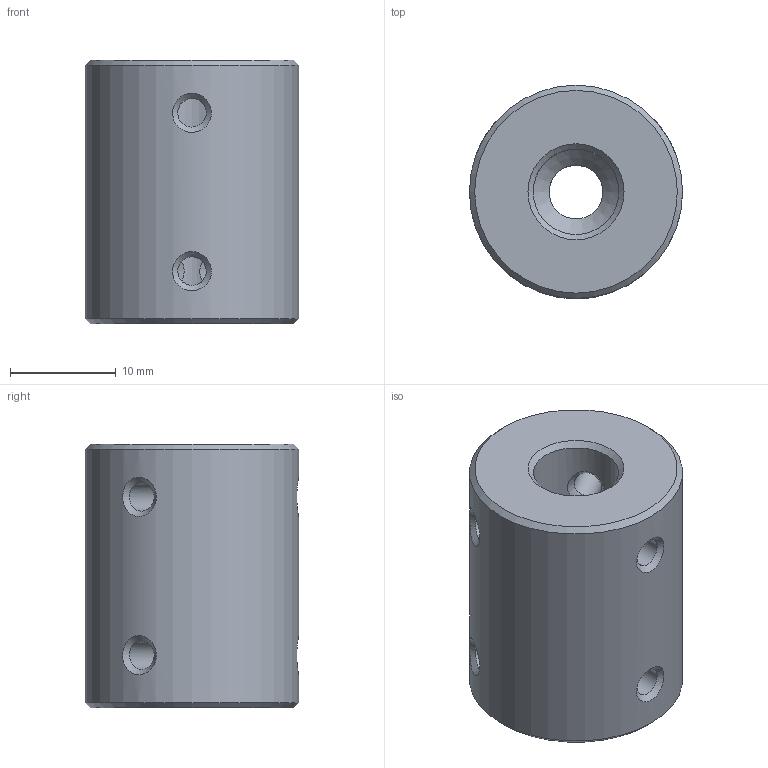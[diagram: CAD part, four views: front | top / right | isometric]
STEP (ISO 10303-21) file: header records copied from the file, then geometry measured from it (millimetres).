
FILE_DESCRIPTION(/* description */ (''),/* implementation_level */ '2;1');
FILE_NAME(/* name */ '343268c1-9bc6-4abf-9deb-46831b75f4cc.stp',/* time_stamp */ '2020-02-25T00:16:59+00:00',/* author */ (''),/* organization */ (''),/* preprocessor_version */ 'ST-DEVELOPER v18',/* originating_system */ 'Autodesk Translation Framework v8.12.0.6',/* authorisation */ '');
FILE_SCHEMA (('AUTOMOTIVE_DESIGN { 1 0 10303 214 3 1 1 }'));
Length unit declared in the file: millimetre
Products named in the file (1): acopleFijo
Bounding box: 20.2 x 20.2 x 25 mm (x, y, z)
Volume: 6789.4 mm3; surface area: 2912.7 mm2
Topology: 1 solids, 1 shells, 28 faces, 75 edges, 48 vertices
Faces by surface type: bspline 12, cylinder 9, cone 5, plane 2
Full cylindrical faces by diameter (mm): 2.7 x6, 5.1 x1, 8.1 x1, 20.2 x1
Entity records: 2645 total; most frequent: CARTESIAN_POINT 1987, ORIENTED_EDGE 150, DIRECTION 81, EDGE_CURVE 75, VERTEX_POINT 48, EDGE_LOOP 41, B_SPLINE_CURVE_WITH_KNOTS 38, FACE_OUTER_BOUND 28
